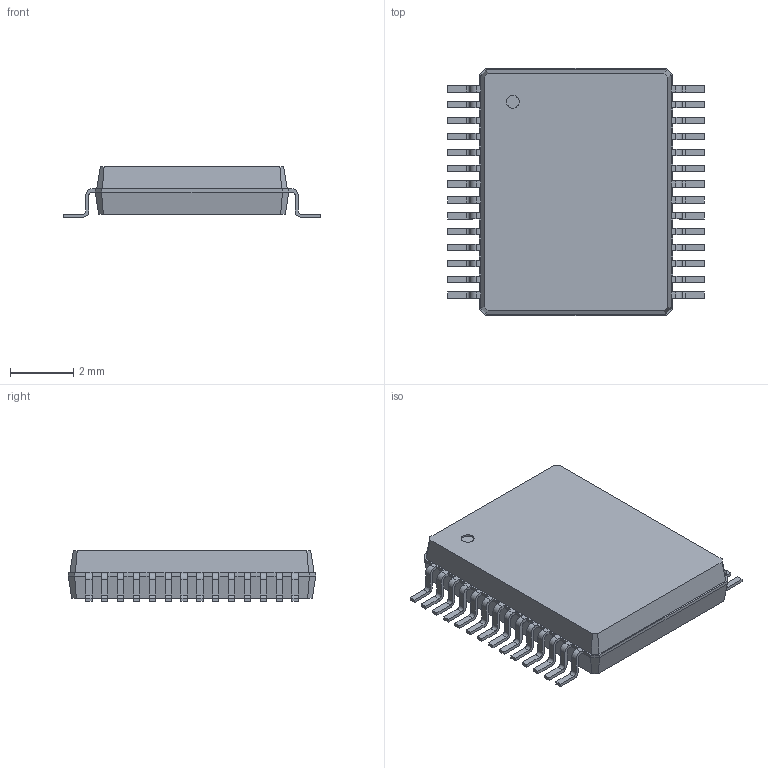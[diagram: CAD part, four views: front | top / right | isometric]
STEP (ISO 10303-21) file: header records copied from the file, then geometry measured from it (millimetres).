
FILE_DESCRIPTION(/* description */ ('model of TSSOP-28_6.1x7.8mm_P0.5mm'),/* implementation_level */ '2;1');
FILE_NAME(/* name */ 'TSSOP-28_6.1x7.8mm_P0.5mm.step',/* time_stamp */ '2020-02-11T19:54:10',/* author */ ('kicad StepUp','ksu'),/* organization */ ('FreeCAD'),/* preprocessor_version */ 'OCC',/* originating_system */ 'kicad StepUp',/* authorisation */ '');
FILE_SCHEMA(('AUTOMOTIVE_DESIGN { 1 0 10303 214 1 1 1 1 }'));
Length unit declared in the file: millimetre
Products named in the file (1): TSSOP_28_61x78mm_P05mm
Bounding box: 8.1 x 7.8 x 1.6 mm (x, y, z)
Volume: 69.1 mm3; surface area: 157.9 mm2
Topology: 1 solids, 1 shells, 456 faces, 1223 edges, 770 vertices
Faces by surface type: plane 291, cylinder 113, bspline 52
Full cylindrical faces by diameter (mm): 0.4 x1
Entity records: 33273 total; most frequent: CARTESIAN_POINT 5998, DIRECTION 4380, LINE 3005, VECTOR 3005, ORIENTED_EDGE 2446, PCURVE 2446, DEFINITIONAL_REPRESENTATION 2446, EDGE_CURVE 1223
